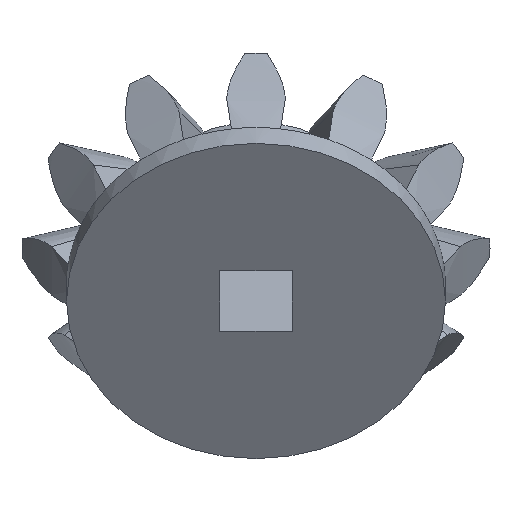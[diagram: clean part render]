
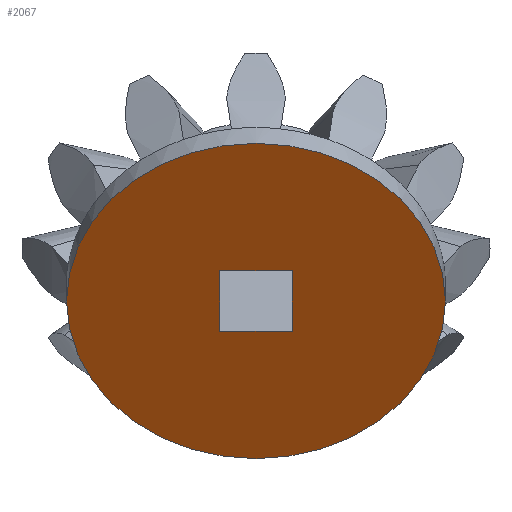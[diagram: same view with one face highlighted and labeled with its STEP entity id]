
A CAD part, left-side view. The second image highlights one B-rep face of the part: STEP entity #2067.
In plain terms, the highlighted planar face has unit normal (-0.832, 0, -0.555).
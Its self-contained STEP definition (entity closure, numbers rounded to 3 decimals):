
#414=FACE_BOUND('',#611,.T.);
#416=CIRCLE('',#2214,10.613);
#477=FACE_OUTER_BOUND('',#610,.T.);
#610=EDGE_LOOP('',(#1412));
#611=EDGE_LOOP('',(#1413,#1414,#1415,#1416));
#746=LINE('',#2556,#768);
#749=LINE('',#2561,#771);
#751=LINE('',#2568,#773);
#752=LINE('',#2570,#774);
#768=VECTOR('',#2328,10.);
#771=VECTOR('',#2333,10.);
#773=VECTOR('',#2341,10.);
#774=VECTOR('',#2344,10.);
#785=VERTEX_POINT('',#2553);
#786=VERTEX_POINT('',#2555);
#787=VERTEX_POINT('',#2559);
#789=VERTEX_POINT('',#2566);
#790=VERTEX_POINT('',#2572);
#1010=EDGE_CURVE('',#786,#785,#746,.T.);
#1013=EDGE_CURVE('',#785,#787,#749,.T.);
#1016=EDGE_CURVE('',#787,#789,#751,.T.);
#1017=EDGE_CURVE('',#789,#786,#752,.T.);
#1018=EDGE_CURVE('',#790,#790,#416,.T.);
#1412=ORIENTED_EDGE('',*,*,#1018,.T.);
#1413=ORIENTED_EDGE('',*,*,#1016,.T.);
#1414=ORIENTED_EDGE('',*,*,#1017,.T.);
#1415=ORIENTED_EDGE('',*,*,#1010,.T.);
#1416=ORIENTED_EDGE('',*,*,#1013,.T.);
#2056=PLANE('',#2240);
#2067=ADVANCED_FACE('',(#477,#414),#2056,.T.);
#2214=AXIS2_PLACEMENT_3D('',#2573,#2347,#2348);
#2240=AXIS2_PLACEMENT_3D('',#2625,#2400,#2401);
#2328=DIRECTION('',(0.,-1.,0.));
#2333=DIRECTION('',(0.555,0.,-0.832));
#2341=DIRECTION('',(0.,1.,0.));
#2344=DIRECTION('',(-0.555,0.,0.832));
#2347=DIRECTION('center_axis',(-0.832,0.,-0.555));
#2348=DIRECTION('ref_axis',(0.555,0.,-0.832));
#2400=DIRECTION('center_axis',(-0.832,0.,-0.555));
#2401=DIRECTION('ref_axis',(-0.555,0.,0.832));
#2553=CARTESIAN_POINT('',(1.153,-2.035,9.636));
#2555=CARTESIAN_POINT('',(1.153,2.035,9.636));
#2556=CARTESIAN_POINT('',(1.153,-1.,9.636));
#2559=CARTESIAN_POINT('',(3.41,-2.035,6.25));
#2561=CARTESIAN_POINT('',(2.836,-2.035,7.111));
#2566=CARTESIAN_POINT('',(3.41,2.035,6.25));
#2568=CARTESIAN_POINT('',(3.41,1.,6.25));
#2570=CARTESIAN_POINT('',(1.727,2.035,8.775));
#2572=CARTESIAN_POINT('',(-3.606,0.,16.774));
#2573=CARTESIAN_POINT('Origin',(2.282,0.,7.943));
#2625=CARTESIAN_POINT('Origin',(2.282,0.,7.943));
